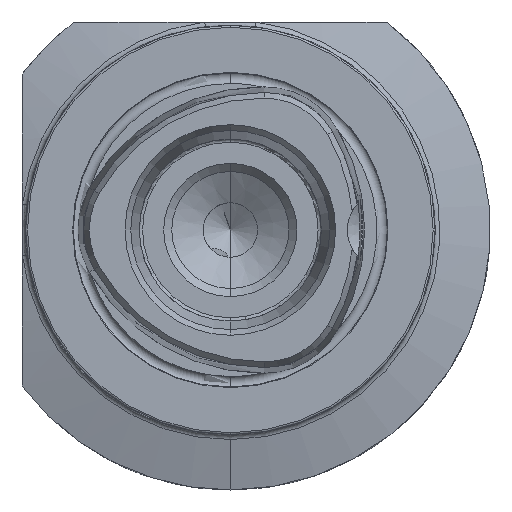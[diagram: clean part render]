
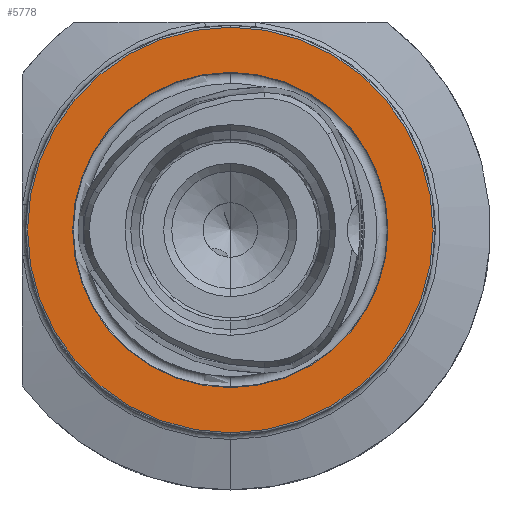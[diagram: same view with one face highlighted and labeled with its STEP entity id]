
A CAD part, left-side view. The second image highlights one B-rep face of the part: STEP entity #5778.
In plain terms, the highlighted planar face has unit normal (-1, 0, 0).
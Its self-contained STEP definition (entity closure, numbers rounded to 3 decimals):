
#2 = EDGE_CURVE ( 'NONE', #946, #974, #5581, .T. ) ;
#238 = AXIS2_PLACEMENT_3D ( 'NONE', #1627, #1620, #1619 ) ;
#854 = ORIENTED_EDGE ( 'NONE', *, *, #5100, .F. ) ;
#876 = ORIENTED_EDGE ( 'NONE', *, *, #4967, .T. ) ;
#946 = VERTEX_POINT ( 'NONE', #3218 ) ;
#974 = VERTEX_POINT ( 'NONE', #3211 ) ;
#993 = VERTEX_POINT ( 'NONE', #3173 ) ;
#1619 = DIRECTION ( 'NONE',  ( 0., 0., -1. ) ) ;
#1620 = DIRECTION ( 'NONE',  ( 1., 0., 0. ) ) ;
#1625 = PLANE ( 'NONE',  #238 ) ;
#1627 = CARTESIAN_POINT ( 'NONE',  ( 0., 24.25, 0. ) ) ;
#1879 = DIRECTION ( 'NONE',  ( 0., 0., 1. ) ) ;
#1884 = DIRECTION ( 'NONE',  ( -1., 0., 0. ) ) ;
#1888 = CARTESIAN_POINT ( 'NONE',  ( 0., 0., 0. ) ) ;
#2132 = CARTESIAN_POINT ( 'NONE',  ( 0., 0., 24.25 ) ) ;
#2586 = AXIS2_PLACEMENT_3D ( 'NONE', #1888, #1884, #1879 ) ;
#3173 = CARTESIAN_POINT ( 'NONE',  ( 0., 0., -24.25 ) ) ;
#3211 = CARTESIAN_POINT ( 'NONE',  ( 0., 0., -31.2 ) ) ;
#3218 = CARTESIAN_POINT ( 'NONE',  ( 0., 0., 31.2 ) ) ;
#3411 = FACE_OUTER_BOUND ( 'NONE', #6639, .T. ) ;
#3414 = FACE_BOUND ( 'NONE', #6637, .T. ) ;
#4024 = CIRCLE ( 'NONE', #2586, 24.25 ) ;
#4239 = ORIENTED_EDGE ( 'NONE', *, *, #4968, .F. ) ;
#4398 = ORIENTED_EDGE ( 'NONE', *, *, #2, .T. ) ;
#4486 = DIRECTION ( 'NONE',  ( 0., 0., 1. ) ) ;
#4487 = DIRECTION ( 'NONE',  ( -1., 0., 0. ) ) ;
#4488 = CARTESIAN_POINT ( 'NONE',  ( 0., 0., 0. ) ) ;
#4491 = DIRECTION ( 'NONE',  ( 0., 0., 1. ) ) ;
#4492 = DIRECTION ( 'NONE',  ( -1., 0., 0. ) ) ;
#4493 = CARTESIAN_POINT ( 'NONE',  ( 0., 0., 0. ) ) ;
#4812 = AXIS2_PLACEMENT_3D ( 'NONE', #7581, #7582, #7580 ) ;
#4967 = EDGE_CURVE ( 'NONE', #974, #946, #5849, .T. ) ;
#4968 = EDGE_CURVE ( 'NONE', #7075, #993, #5845, .T. ) ;
#5100 = EDGE_CURVE ( 'NONE', #993, #7075, #4024, .T. ) ;
#5234 = AXIS2_PLACEMENT_3D ( 'NONE', #4488, #4487, #4486 ) ;
#5235 = AXIS2_PLACEMENT_3D ( 'NONE', #4493, #4492, #4491 ) ;
#5581 = CIRCLE ( 'NONE', #4812, 31.2 ) ;
#5778 = ADVANCED_FACE ( 'NONE', ( #3414, #3411 ), #1625, .F. ) ;
#5845 = CIRCLE ( 'NONE', #5234, 24.25 ) ;
#5849 = CIRCLE ( 'NONE', #5235, 31.2 ) ;
#6637 = EDGE_LOOP ( 'NONE', ( #4239, #854 ) ) ;
#6639 = EDGE_LOOP ( 'NONE', ( #4398, #876 ) ) ;
#7075 = VERTEX_POINT ( 'NONE', #2132 ) ;
#7580 = DIRECTION ( 'NONE',  ( 0., 0., 1. ) ) ;
#7581 = CARTESIAN_POINT ( 'NONE',  ( 0., 0., 0. ) ) ;
#7582 = DIRECTION ( 'NONE',  ( -1., 0., 0. ) ) ;
